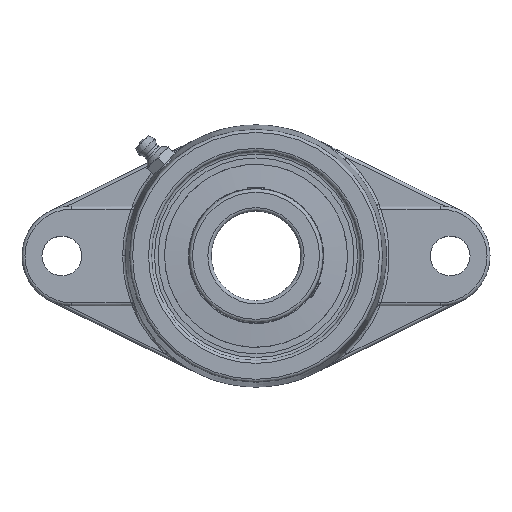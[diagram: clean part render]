
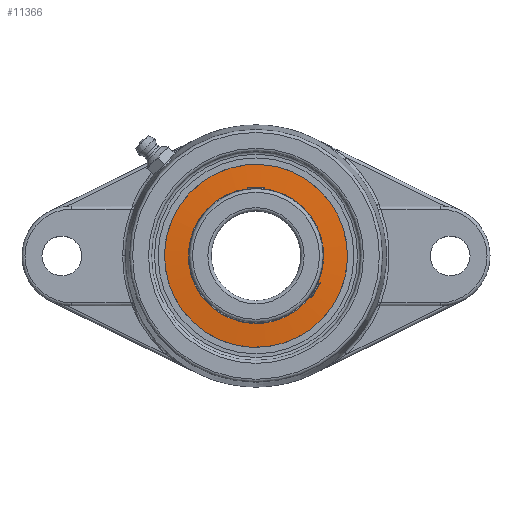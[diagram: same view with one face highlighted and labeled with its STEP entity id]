
A CAD part, top view. The second image highlights one B-rep face of the part: STEP entity #11366.
In plain terms, the highlighted conical face has half-angle 86.103 degrees and reference radius 23.978 mm.
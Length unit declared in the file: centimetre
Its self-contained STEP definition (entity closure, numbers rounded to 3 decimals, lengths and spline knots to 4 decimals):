
#11302=CARTESIAN_POINT('',(0.9754,-2.7559,0.));
#11303=VERTEX_POINT('',#11302);
#11313=CARTESIAN_POINT('',(0.9754,2.7559,0.));
#11314=VERTEX_POINT('',#11313);
#11315=CARTESIAN_POINT('',(0.9754,0.,0.));
#11316=DIRECTION('',(1.,0.,0.));
#11317=DIRECTION('',(-0.,1.,0.));
#11318=AXIS2_PLACEMENT_3D('',#11315,#11316,#11317);
#11319=CIRCLE('',#11318,2.7559);
#11320=EDGE_CURVE('',#11314,#11303,#11319,.T.);
#11322=CARTESIAN_POINT('',(0.9754,0.,0.));
#11323=DIRECTION('',(1.,0.,0.));
#11324=DIRECTION('',(-0.,1.,0.));
#11325=AXIS2_PLACEMENT_3D('',#11322,#11323,#11324);
#11326=CIRCLE('',#11325,2.7559);
#11327=EDGE_CURVE('',#11303,#11314,#11326,.T.);
#11332=CARTESIAN_POINT('',(0.9998,0.,0.));
#11333=DIRECTION('',(-1.,0.,0.));
#11334=DIRECTION('',(0.,1.,0.));
#11335=AXIS2_PLACEMENT_3D('',#11332,#11333,#11334);
#11336=CONICAL_SURFACE('',#11335,2.3978,86.103);
#11337=CARTESIAN_POINT('',(1.0241,-2.0396,-0.));
#11338=VERTEX_POINT('',#11337);
#11339=CARTESIAN_POINT('',(1.0241,-2.0396,-0.));
#11340=DIRECTION('',(-0.068,-0.998,-0.));
#11341=VECTOR('',#11340,0.7179);
#11342=LINE('',#11339,#11341);
#11343=EDGE_CURVE('',#11338,#11303,#11342,.T.);
#11344=ORIENTED_EDGE('',*,*,#11343,.T.);
#11345=ORIENTED_EDGE('',*,*,#11327,.T.);
#11346=ORIENTED_EDGE('',*,*,#11320,.T.);
#11347=ORIENTED_EDGE('',*,*,#11343,.F.);
#11348=CARTESIAN_POINT('',(1.0241,2.0396,0.));
#11349=VERTEX_POINT('',#11348);
#11350=CARTESIAN_POINT('',(1.0241,0.,0.));
#11351=DIRECTION('',(1.,0.,0.));
#11352=DIRECTION('',(-0.,1.,0.));
#11353=AXIS2_PLACEMENT_3D('',#11350,#11351,#11352);
#11354=CIRCLE('',#11353,2.0396);
#11355=EDGE_CURVE('',#11349,#11338,#11354,.T.);
#11356=ORIENTED_EDGE('',*,*,#11355,.F.);
#11357=CARTESIAN_POINT('',(1.0241,0.,0.));
#11358=DIRECTION('',(1.,0.,0.));
#11359=DIRECTION('',(-0.,1.,0.));
#11360=AXIS2_PLACEMENT_3D('',#11357,#11358,#11359);
#11361=CIRCLE('',#11360,2.0396);
#11362=EDGE_CURVE('',#11338,#11349,#11361,.T.);
#11363=ORIENTED_EDGE('',*,*,#11362,.F.);
#11364=EDGE_LOOP('',(#11344,#11345,#11346,#11347,#11356,#11363));
#11365=FACE_BOUND('',#11364,.T.);
#11366=ADVANCED_FACE('',(#11365),#11336,.T.);
